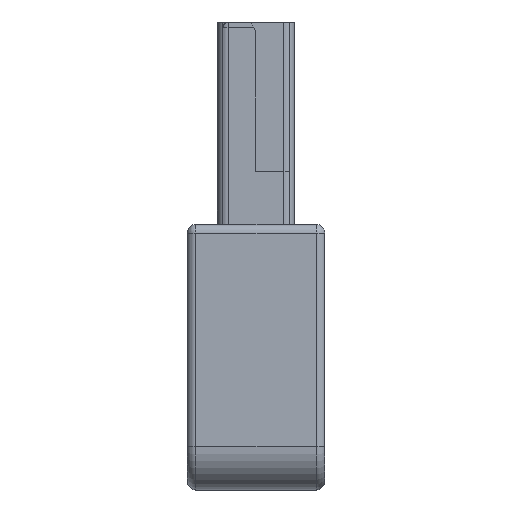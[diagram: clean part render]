
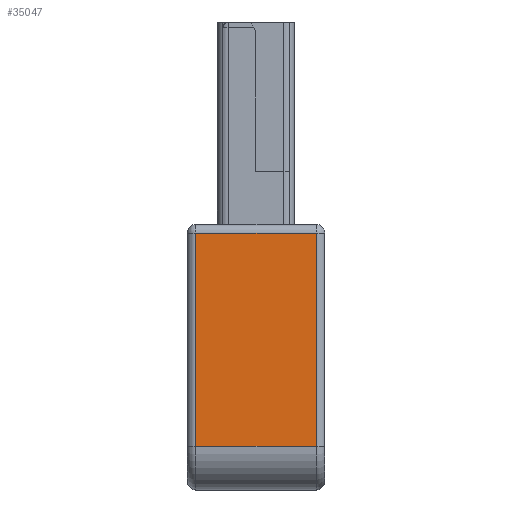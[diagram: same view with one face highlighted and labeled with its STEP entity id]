
A CAD part, left-side view. The second image highlights one B-rep face of the part: STEP entity #35047.
In plain terms, the highlighted face is planar.
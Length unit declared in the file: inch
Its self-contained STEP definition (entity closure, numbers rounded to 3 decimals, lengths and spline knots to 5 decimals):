
#2182 = ORIENTED_EDGE ( 'NONE', *, *, #2361, .T. ) ;
#2361 = EDGE_CURVE ( 'NONE', #5023, #30865, #9582, .T. ) ;
#2803 = CARTESIAN_POINT ( 'NONE',  ( 0.60827, 0.1375, -0.30709 ) ) ;
#2886 = EDGE_LOOP ( 'NONE', ( #38559, #19700, #2182, #11057 ) ) ;
#3101 = EDGE_CURVE ( 'NONE', #30865, #16889, #36573, .T. ) ;
#3889 = FACE_OUTER_BOUND ( 'NONE', #2886, .T. ) ;
#4296 = VECTOR ( 'NONE', #35981, 39.37008 ) ;
#5018 = CARTESIAN_POINT ( 'NONE',  ( 0.02, 0.1575, -0.30709 ) ) ;
#5023 = VERTEX_POINT ( 'NONE', #32502 ) ;
#5982 = DIRECTION ( 'NONE',  ( 0., -1., 0. ) ) ;
#8452 = DIRECTION ( 'NONE',  ( 0., 1., 0. ) ) ;
#8639 = VECTOR ( 'NONE', #8452, 39.37008 ) ;
#9582 = LINE ( 'NONE', #5018, #8639 ) ;
#11057 = ORIENTED_EDGE ( 'NONE', *, *, #3101, .T. ) ;
#12103 = EDGE_CURVE ( 'NONE', #16889, #29767, #24714, .T. ) ;
#12534 = CARTESIAN_POINT ( 'NONE',  ( 0.60827, 0.1575, -0.30709 ) ) ;
#13478 = CARTESIAN_POINT ( 'NONE',  ( 0.50827, 0.1375, -0.30709 ) ) ;
#16113 = LINE ( 'NONE', #33407, #16592 ) ;
#16592 = VECTOR ( 'NONE', #27304, 39.37008 ) ;
#16889 = VERTEX_POINT ( 'NONE', #13478 ) ;
#18433 = PLANE ( 'NONE',  #21290 ) ;
#19700 = ORIENTED_EDGE ( 'NONE', *, *, #36285, .T. ) ;
#19951 = VECTOR ( 'NONE', #5982, 39.37008 ) ;
#21290 = AXIS2_PLACEMENT_3D ( 'NONE', #12534, #24781, #30602 ) ;
#22886 = CARTESIAN_POINT ( 'NONE',  ( 0.50827, -0.1375, -0.30709 ) ) ;
#24714 = LINE ( 'NONE', #33330, #19951 ) ;
#24781 = DIRECTION ( 'NONE',  ( 0., 0., 1. ) ) ;
#26895 = CARTESIAN_POINT ( 'NONE',  ( 0.02, 0.1375, -0.30709 ) ) ;
#27304 = DIRECTION ( 'NONE',  ( -1., 0., 0. ) ) ;
#29767 = VERTEX_POINT ( 'NONE', #22886 ) ;
#30602 = DIRECTION ( 'NONE',  ( 1., 0., 0. ) ) ;
#30865 = VERTEX_POINT ( 'NONE', #26895 ) ;
#32502 = CARTESIAN_POINT ( 'NONE',  ( 0.02, -0.1375, -0.30709 ) ) ;
#33330 = CARTESIAN_POINT ( 'NONE',  ( 0.50827, 0.1575, -0.30709 ) ) ;
#33407 = CARTESIAN_POINT ( 'NONE',  ( 0., -0.1375, -0.30709 ) ) ;
#35047 = ADVANCED_FACE ( 'NONE', ( #3889 ), #18433, .F. ) ;
#35981 = DIRECTION ( 'NONE',  ( 1., 0., 0. ) ) ;
#36285 = EDGE_CURVE ( 'NONE', #29767, #5023, #16113, .T. ) ;
#36573 = LINE ( 'NONE', #2803, #4296 ) ;
#38559 = ORIENTED_EDGE ( 'NONE', *, *, #12103, .T. ) ;
